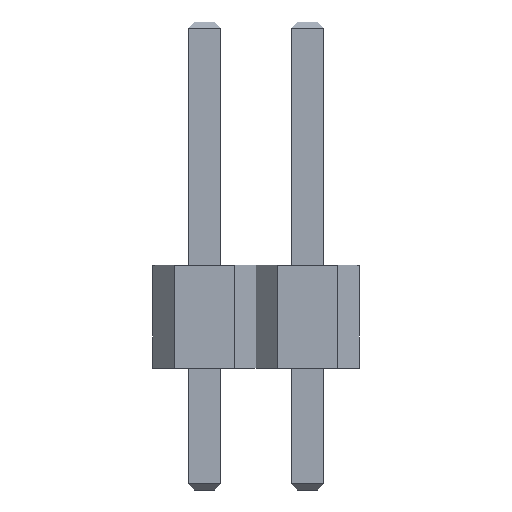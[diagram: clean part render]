
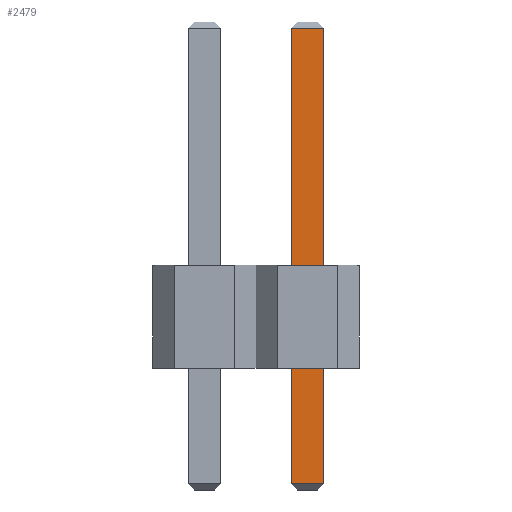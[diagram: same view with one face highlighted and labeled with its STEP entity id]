
A CAD part, left-side view. The second image highlights one B-rep face of the part: STEP entity #2479.
In plain terms, the highlighted planar face has unit normal (-1, 0, 0).
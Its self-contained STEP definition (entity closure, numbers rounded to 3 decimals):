
#2363 = EDGE_CURVE('',#2364,#2366,#2368,.T.);
#2364 = VERTEX_POINT('',#2365);
#2365 = CARTESIAN_POINT('',(-0.4,0.4,-2.85));
#2366 = VERTEX_POINT('',#2367);
#2367 = CARTESIAN_POINT('',(-0.4,0.4,8.39));
#2368 = SURFACE_CURVE('',#2369,(#2373,#2385),.PCURVE_S1.);
#2369 = LINE('',#2370,#2371);
#2370 = CARTESIAN_POINT('',(-0.4,0.4,-3.));
#2371 = VECTOR('',#2372,1.);
#2372 = DIRECTION('',(0.,0.,1.));
#2373 = PCURVE('',#2374,#2379);
#2374 = PLANE('',#2375);
#2375 = AXIS2_PLACEMENT_3D('',#2376,#2377,#2378);
#2376 = CARTESIAN_POINT('',(-0.4,0.4,-3.));
#2377 = DIRECTION('',(0.,1.,0.));
#2378 = DIRECTION('',(1.,0.,0.));
#2379 = DEFINITIONAL_REPRESENTATION('',(#2380),#2384);
#2380 = LINE('',#2381,#2382);
#2381 = CARTESIAN_POINT('',(0.,0.));
#2382 = VECTOR('',#2383,1.);
#2383 = DIRECTION('',(0.,-1.));
#2384 = ( GEOMETRIC_REPRESENTATION_CONTEXT(2) 
PARAMETRIC_REPRESENTATION_CONTEXT() REPRESENTATION_CONTEXT('2D SPACE',''
  ) );
#2385 = PCURVE('',#2386,#2391);
#2386 = PLANE('',#2387);
#2387 = AXIS2_PLACEMENT_3D('',#2388,#2389,#2390);
#2388 = CARTESIAN_POINT('',(-0.4,-0.4,-3.));
#2389 = DIRECTION('',(-1.,0.,0.));
#2390 = DIRECTION('',(0.,1.,0.));
#2391 = DEFINITIONAL_REPRESENTATION('',(#2392),#2396);
#2392 = LINE('',#2393,#2394);
#2393 = CARTESIAN_POINT('',(0.8,0.));
#2394 = VECTOR('',#2395,1.);
#2395 = DIRECTION('',(0.,-1.));
#2396 = ( GEOMETRIC_REPRESENTATION_CONTEXT(2) 
PARAMETRIC_REPRESENTATION_CONTEXT() REPRESENTATION_CONTEXT('2D SPACE',''
  ) );
#2479 = ADVANCED_FACE('',(#2480),#2386,.T.);
#2480 = FACE_BOUND('',#2481,.T.);
#2481 = EDGE_LOOP('',(#2482,#2512,#2538,#2539));
#2482 = ORIENTED_EDGE('',*,*,#2483,.T.);
#2483 = EDGE_CURVE('',#2484,#2486,#2488,.T.);
#2484 = VERTEX_POINT('',#2485);
#2485 = CARTESIAN_POINT('',(-0.4,-0.4,-2.85));
#2486 = VERTEX_POINT('',#2487);
#2487 = CARTESIAN_POINT('',(-0.4,-0.4,8.39));
#2488 = SURFACE_CURVE('',#2489,(#2493,#2500),.PCURVE_S1.);
#2489 = LINE('',#2490,#2491);
#2490 = CARTESIAN_POINT('',(-0.4,-0.4,-3.));
#2491 = VECTOR('',#2492,1.);
#2492 = DIRECTION('',(0.,0.,1.));
#2493 = PCURVE('',#2386,#2494);
#2494 = DEFINITIONAL_REPRESENTATION('',(#2495),#2499);
#2495 = LINE('',#2496,#2497);
#2496 = CARTESIAN_POINT('',(0.,0.));
#2497 = VECTOR('',#2498,1.);
#2498 = DIRECTION('',(0.,-1.));
#2499 = ( GEOMETRIC_REPRESENTATION_CONTEXT(2) 
PARAMETRIC_REPRESENTATION_CONTEXT() REPRESENTATION_CONTEXT('2D SPACE',''
  ) );
#2500 = PCURVE('',#2501,#2506);
#2501 = PLANE('',#2502);
#2502 = AXIS2_PLACEMENT_3D('',#2503,#2504,#2505);
#2503 = CARTESIAN_POINT('',(0.4,-0.4,-3.));
#2504 = DIRECTION('',(0.,-1.,0.));
#2505 = DIRECTION('',(-1.,0.,0.));
#2506 = DEFINITIONAL_REPRESENTATION('',(#2507),#2511);
#2507 = LINE('',#2508,#2509);
#2508 = CARTESIAN_POINT('',(0.8,0.));
#2509 = VECTOR('',#2510,1.);
#2510 = DIRECTION('',(0.,-1.));
#2511 = ( GEOMETRIC_REPRESENTATION_CONTEXT(2) 
PARAMETRIC_REPRESENTATION_CONTEXT() REPRESENTATION_CONTEXT('2D SPACE',''
  ) );
#2512 = ORIENTED_EDGE('',*,*,#2513,.T.);
#2513 = EDGE_CURVE('',#2486,#2366,#2514,.T.);
#2514 = SURFACE_CURVE('',#2515,(#2519,#2526),.PCURVE_S1.);
#2515 = LINE('',#2516,#2517);
#2516 = CARTESIAN_POINT('',(-0.4,-0.4,8.39));
#2517 = VECTOR('',#2518,1.);
#2518 = DIRECTION('',(0.,1.,0.));
#2519 = PCURVE('',#2386,#2520);
#2520 = DEFINITIONAL_REPRESENTATION('',(#2521),#2525);
#2521 = LINE('',#2522,#2523);
#2522 = CARTESIAN_POINT('',(0.,-11.39));
#2523 = VECTOR('',#2524,1.);
#2524 = DIRECTION('',(1.,0.));
#2525 = ( GEOMETRIC_REPRESENTATION_CONTEXT(2) 
PARAMETRIC_REPRESENTATION_CONTEXT() REPRESENTATION_CONTEXT('2D SPACE',''
  ) );
#2526 = PCURVE('',#2527,#2532);
#2527 = PLANE('',#2528);
#2528 = AXIS2_PLACEMENT_3D('',#2529,#2530,#2531);
#2529 = CARTESIAN_POINT('',(-0.325,-0.4,8.465));
#2530 = DIRECTION('',(-0.707,0.,0.707));
#2531 = DIRECTION('',(0.,-1.,0.));
#2532 = DEFINITIONAL_REPRESENTATION('',(#2533),#2537);
#2533 = LINE('',#2534,#2535);
#2534 = CARTESIAN_POINT('',(0.,-0.106));
#2535 = VECTOR('',#2536,1.);
#2536 = DIRECTION('',(-1.,0.));
#2537 = ( GEOMETRIC_REPRESENTATION_CONTEXT(2) 
PARAMETRIC_REPRESENTATION_CONTEXT() REPRESENTATION_CONTEXT('2D SPACE',''
  ) );
#2538 = ORIENTED_EDGE('',*,*,#2363,.F.);
#2539 = ORIENTED_EDGE('',*,*,#2540,.F.);
#2540 = EDGE_CURVE('',#2484,#2364,#2541,.T.);
#2541 = SURFACE_CURVE('',#2542,(#2546,#2553),.PCURVE_S1.);
#2542 = LINE('',#2543,#2544);
#2543 = CARTESIAN_POINT('',(-0.4,-0.4,-2.85));
#2544 = VECTOR('',#2545,1.);
#2545 = DIRECTION('',(0.,1.,0.));
#2546 = PCURVE('',#2386,#2547);
#2547 = DEFINITIONAL_REPRESENTATION('',(#2548),#2552);
#2548 = LINE('',#2549,#2550);
#2549 = CARTESIAN_POINT('',(0.,-0.15));
#2550 = VECTOR('',#2551,1.);
#2551 = DIRECTION('',(1.,0.));
#2552 = ( GEOMETRIC_REPRESENTATION_CONTEXT(2) 
PARAMETRIC_REPRESENTATION_CONTEXT() REPRESENTATION_CONTEXT('2D SPACE',''
  ) );
#2553 = PCURVE('',#2554,#2559);
#2554 = PLANE('',#2555);
#2555 = AXIS2_PLACEMENT_3D('',#2556,#2557,#2558);
#2556 = CARTESIAN_POINT('',(-0.325,-0.4,-2.925));
#2557 = DIRECTION('',(0.707,0.,0.707
    ));
#2558 = DIRECTION('',(0.,-1.,0.));
#2559 = DEFINITIONAL_REPRESENTATION('',(#2560),#2564);
#2560 = LINE('',#2561,#2562);
#2561 = CARTESIAN_POINT('',(0.,-0.106));
#2562 = VECTOR('',#2563,1.);
#2563 = DIRECTION('',(-1.,0.));
#2564 = ( GEOMETRIC_REPRESENTATION_CONTEXT(2) 
PARAMETRIC_REPRESENTATION_CONTEXT() REPRESENTATION_CONTEXT('2D SPACE',''
  ) );
